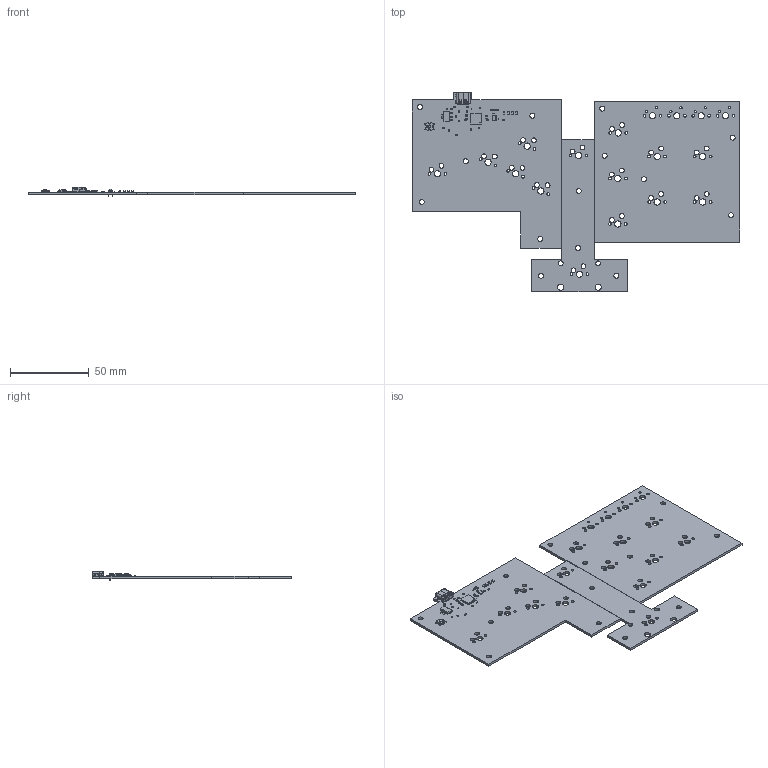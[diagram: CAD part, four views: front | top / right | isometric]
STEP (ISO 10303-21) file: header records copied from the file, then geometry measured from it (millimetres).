
FILE_DESCRIPTION(('KiCad electronic assembly'),'2;1');
FILE_NAME('leverless_controlller.step','2024-07-29T18:45:12',('Pcbnew'), ('Kicad'),'Open CASCADE STEP processor 7.8','KiCad to STEP converter', 'Unknown');
FILE_SCHEMA(('AUTOMOTIVE_DESIGN { 1 0 10303 214 1 1 1 1 }'));
Length unit declared in the file: millimetre
Products named in the file (22): leverless_controlller 1; Crystal_SMD_3225-4Pin_3.2x2.5mm; LED_0805_2012Metric; C_0402_1005Metric; SW_SPST_TL3342; R_0402_1005Metric; SOT-223; SOT_223; TestPoint_Bridge_Pitch2.54mm_Drill0.7mm; QFN-56-1EP_7x7mm_P0.4mm_EP3.2x3.2mm; QFN_56_1EP_7x7mm_P04mm_EP32x32mm; USB_C_Receptacle_GCT_USB4105-xx-A_16P_TopMnt_Horizontal; USB_C_Receptacle_16P_TopMnt_Horizontal_GCT_USB4105-xx-A; leverless_controller_3board_PCB_1; leverless_controller_3board_PCB_2; leverless_controller_3board_PCB_3
Assembly tree (46 placements, depth 3):
  leverless_controlller 1
    Crystal_SMD_3225-4Pin_3.2x2.5mm
      Crystal_SMD_3225-4Pin_3.2x2.5mm
    LED_0805_2012Metric  x4
      LED_0805_2012Metric
    C_0402_1005Metric  x15
      C_0402_1005Metric
    SW_SPST_TL3342
      SW_SPST_TL3342
    R_0402_1005Metric  x9
      R_0402_1005Metric
    SOT-223
      SOT_223
    TestPoint_Bridge_Pitch2.54mm_Drill0.7mm
      TestPoint_Bridge_Pitch2.54mm_Drill0.7mm
    QFN-56-1EP_7x7mm_P0.4mm_EP3.2x3.2mm
      QFN_56_1EP_7x7mm_P04mm_EP32x32mm
    USB_C_Receptacle_GCT_USB4105-xx-A_16P_TopMnt_Horizontal
      USB_C_Receptacle_16P_TopMnt_Horizontal_GCT_USB4105-xx-A
    leverless_controller_3board_PCB_1
    leverless_controller_3board_PCB_2
    leverless_controller_3board_PCB_3
Bounding box: 208.53 x 127.25 x 6.31 mm (x, y, z)
Volume: 28797.7 mm3; surface area: 39912.4 mm2
Topology: 72 solids, 73 shells, 2322 faces, 6144 edges, 4003 vertices
Faces by surface type: plane 1656, cylinder 624, bspline 32, cone 8, torus 2
Full cylindrical faces by diameter (mm): 0.35 x9, 0.4 x1, 0.5 x6, 0.6 x2, 0.7 x3, 1.5 x8, 1.75 x36, 2 x1, 3.048 x2, 3.05 x28, 3.2 x14, 3.988 x2, 4 x18
Entity records: 57922 total; most frequent: CARTESIAN_POINT 9621, ORIENTED_EDGE 8386, DIRECTION 8036, EDGE_CURVE 4193, LINE 3372, VECTOR 3372, VERTEX_POINT 2721, AXIS2_PLACEMENT_3D 2332
